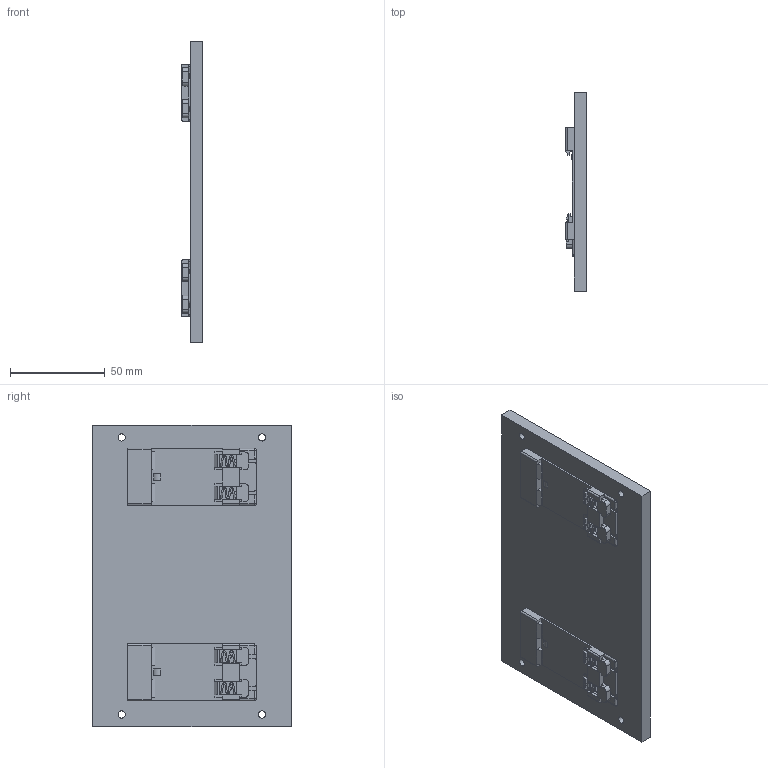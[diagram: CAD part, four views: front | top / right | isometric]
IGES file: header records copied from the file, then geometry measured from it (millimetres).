
Start section:  PTC IGES file: 155392.igs
Global section: file name: 155392.igs; native system: Pro/ENGINEER by Parametric Technology Corporation; preprocessor: 2009141; author: banengservice; organization: Unknown; date: 20110505.114423; units: inch
Bounding box: 10.93 x 104.65 x 158.75 mm (x, y, z)
Volume: 104984.7 mm3; surface area: 49835.7 mm2
Topology: 1 solids, 1 shells, 684 faces, 1896 edges, 1212 vertices
Faces by surface type: bspline 498, revolution 186
